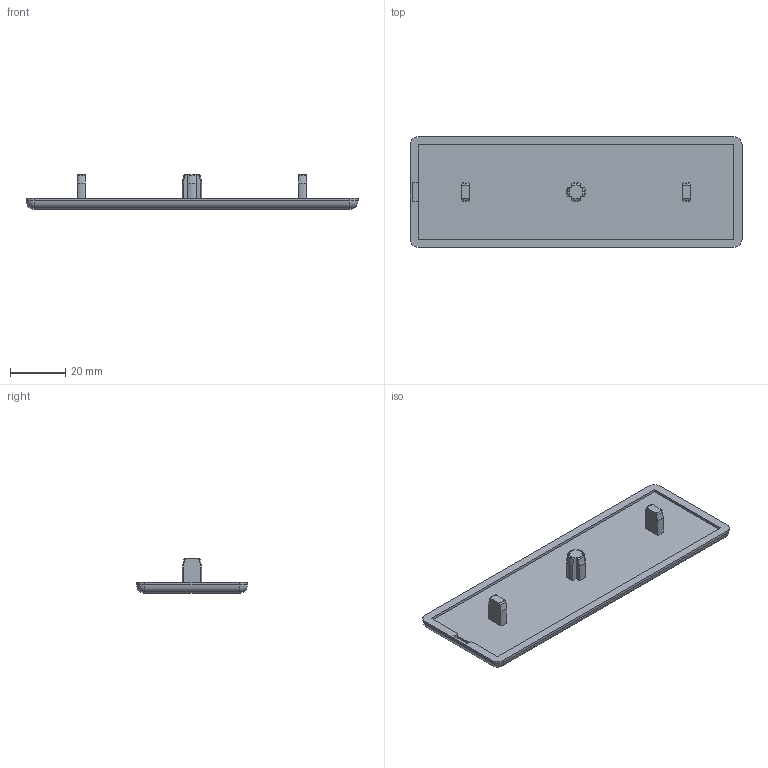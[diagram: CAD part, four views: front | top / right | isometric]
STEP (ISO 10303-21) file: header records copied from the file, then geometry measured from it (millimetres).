
FILE_DESCRIPTION(('STEP AP214'),'1');
FILE_NAME('fath_091094.stp','2017-04-13T19:16:17',('TraceParts'),('TraceParts S.A.'),'Spatial InterOp 3D',' ',' ');
FILE_SCHEMA(('automotive_design'));
Length unit declared in the file: millimetre
Products named in the file (1): fath_091094
Bounding box: 120 x 40 x 12.5 mm (x, y, z)
Volume: 15325.9 mm3; surface area: 11320.7 mm2
Topology: 1 solids, 1 shells, 74 faces, 190 edges, 118 vertices
Faces by surface type: plane 32, cylinder 18, torus 10, cone 10, sphere 4
Entity records: 2901 total; most frequent: CARTESIAN_POINT 523, ORIENTED_EDGE 372, DIRECTION 362, EDGE_CURVE 186, AXIS2_PLACEMENT_3D 133, VERTEX_POINT 118, LINE 96, VECTOR 96
